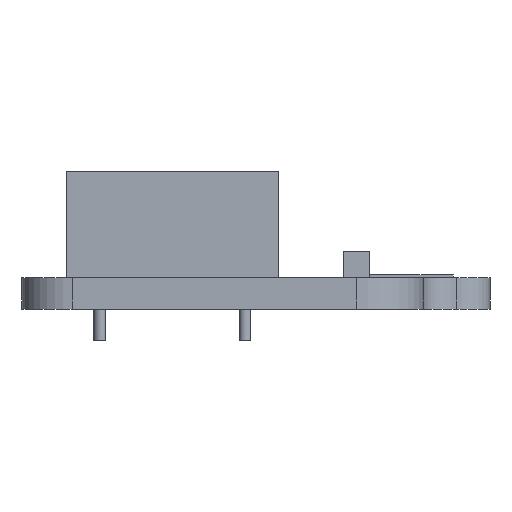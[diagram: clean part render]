
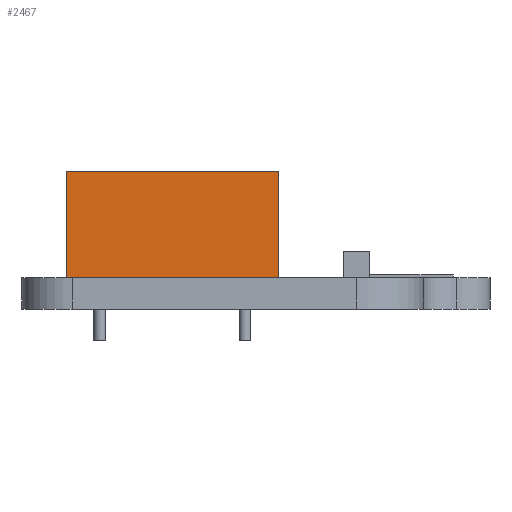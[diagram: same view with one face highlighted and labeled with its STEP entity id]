
A CAD part, left-side view. The second image highlights one B-rep face of the part: STEP entity #2467.
In plain terms, the highlighted planar face has unit normal (-1, 0, 0).
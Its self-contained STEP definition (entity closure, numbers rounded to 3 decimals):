
#207=PLANE('',#2802);
#317=FACE_OUTER_BOUND('',#579,.T.);
#579=EDGE_LOOP('',(#2083,#2084,#2085,#2086));
#709=LINE('',#4099,#847);
#713=LINE('',#4136,#851);
#716=LINE('',#4142,#854);
#717=LINE('',#4144,#855);
#847=VECTOR('',#3417,1000.);
#851=VECTOR('',#3453,1000.);
#854=VECTOR('',#3458,1000.);
#855=VECTOR('',#3461,1000.);
#1224=VERTEX_POINT('',#4096);
#1225=VERTEX_POINT('',#4098);
#1242=VERTEX_POINT('',#4134);
#1244=VERTEX_POINT('',#4140);
#1511=EDGE_CURVE('',#1225,#1224,#709,.T.);
#1530=EDGE_CURVE('',#1242,#1224,#713,.T.);
#1533=EDGE_CURVE('',#1244,#1242,#716,.T.);
#1534=EDGE_CURVE('',#1244,#1225,#717,.T.);
#2083=ORIENTED_EDGE('',*,*,#1511,.T.);
#2084=ORIENTED_EDGE('',*,*,#1530,.F.);
#2085=ORIENTED_EDGE('',*,*,#1533,.F.);
#2086=ORIENTED_EDGE('',*,*,#1534,.T.);
#2467=ADVANCED_FACE('',(#317),#207,.F.);
#2802=AXIS2_PLACEMENT_3D('',#4143,#3459,#3460);
#3417=DIRECTION('',(0.,-1.,0.));
#3453=DIRECTION('',(0.,0.,-1.));
#3458=DIRECTION('',(0.,-1.,0.));
#3459=DIRECTION('center_axis',(1.,0.,0.));
#3460=DIRECTION('ref_axis',(0.,1.,0.));
#3461=DIRECTION('',(0.,0.,-1.));
#4096=CARTESIAN_POINT('',(-7.645,-4.039,0.));
#4098=CARTESIAN_POINT('',(-7.645,4.039,0.));
#4099=CARTESIAN_POINT('',(-7.645,0.,0.));
#4134=CARTESIAN_POINT('',(-7.645,-4.039,4.039));
#4136=CARTESIAN_POINT('',(-7.645,-4.039,4.039));
#4140=CARTESIAN_POINT('',(-7.645,4.039,4.039));
#4142=CARTESIAN_POINT('',(-7.645,0.,4.039));
#4143=CARTESIAN_POINT('Origin',(-7.645,0.,4.039));
#4144=CARTESIAN_POINT('',(-7.645,4.039,4.039));
